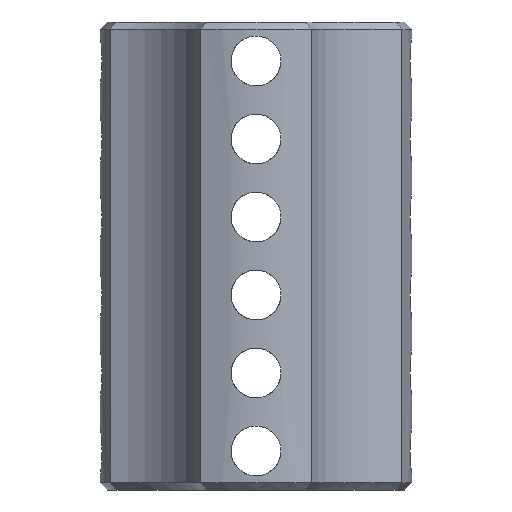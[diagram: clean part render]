
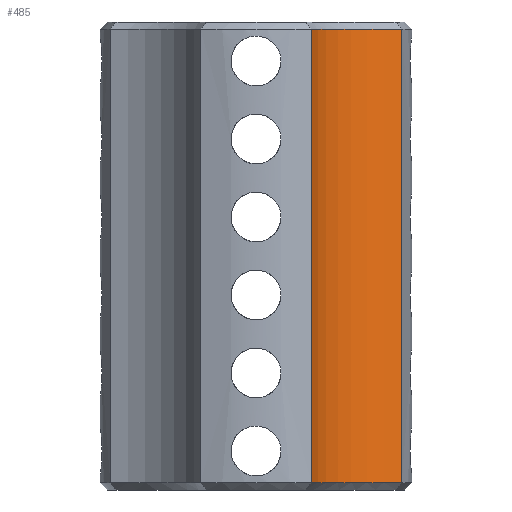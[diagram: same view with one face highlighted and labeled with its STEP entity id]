
A CAD part, front view. The second image highlights one B-rep face of the part: STEP entity #485.
In plain terms, the highlighted cylindrical face has radius 5 mm (diameter 10 mm), a partial arc.
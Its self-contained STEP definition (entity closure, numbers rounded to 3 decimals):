
#21 = EDGE_CURVE('',#22,#24,#26,.T.);
#22 = VERTEX_POINT('',#23);
#23 = CARTESIAN_POINT('',(5.841,-2.225,0.3));
#24 = VERTEX_POINT('',#25);
#25 = CARTESIAN_POINT('',(5.841,-2.225,18.45));
#26 = LINE('',#27,#28);
#27 = CARTESIAN_POINT('',(5.841,-2.225,0.));
#28 = VECTOR('',#29,1.);
#29 = DIRECTION('',(0.,0.,1.));
#485 = ADVANCED_FACE('',(#486),#513,.F.);
#486 = FACE_BOUND('',#487,.T.);
#487 = EDGE_LOOP('',(#488,#489,#498,#506));
#488 = ORIENTED_EDGE('',*,*,#21,.T.);
#489 = ORIENTED_EDGE('',*,*,#490,.T.);
#490 = EDGE_CURVE('',#24,#491,#493,.T.);
#491 = VERTEX_POINT('',#492);
#492 = CARTESIAN_POINT('',(2.225,-5.841,18.45));
#493 = CIRCLE('',#494,5.);
#494 = AXIS2_PLACEMENT_3D('',#495,#496,#497);
#495 = CARTESIAN_POINT('',(7.071,-7.071,18.45));
#496 = DIRECTION('',(0.,0.,1.));
#497 = DIRECTION('',(-0.246,0.969,0.));
#498 = ORIENTED_EDGE('',*,*,#499,.F.);
#499 = EDGE_CURVE('',#500,#491,#502,.T.);
#500 = VERTEX_POINT('',#501);
#501 = CARTESIAN_POINT('',(2.225,-5.841,0.3));
#502 = LINE('',#503,#504);
#503 = CARTESIAN_POINT('',(2.225,-5.841,0.));
#504 = VECTOR('',#505,1.);
#505 = DIRECTION('',(0.,0.,1.));
#506 = ORIENTED_EDGE('',*,*,#507,.F.);
#507 = EDGE_CURVE('',#22,#500,#508,.T.);
#508 = CIRCLE('',#509,5.);
#509 = AXIS2_PLACEMENT_3D('',#510,#511,#512);
#510 = CARTESIAN_POINT('',(7.071,-7.071,0.3));
#511 = DIRECTION('',(0.,0.,1.));
#512 = DIRECTION('',(-0.246,0.969,0.));
#513 = CYLINDRICAL_SURFACE('',#514,5.);
#514 = AXIS2_PLACEMENT_3D('',#515,#516,#517);
#515 = CARTESIAN_POINT('',(7.071,-7.071,0.));
#516 = DIRECTION('',(-0.,-0.,-1.));
#517 = DIRECTION('',(1.,0.,0.));
